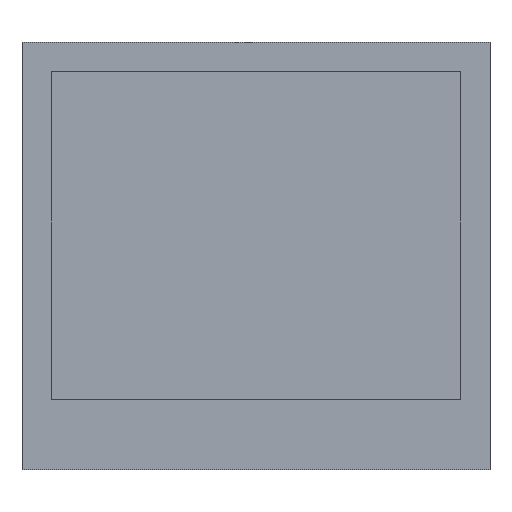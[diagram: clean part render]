
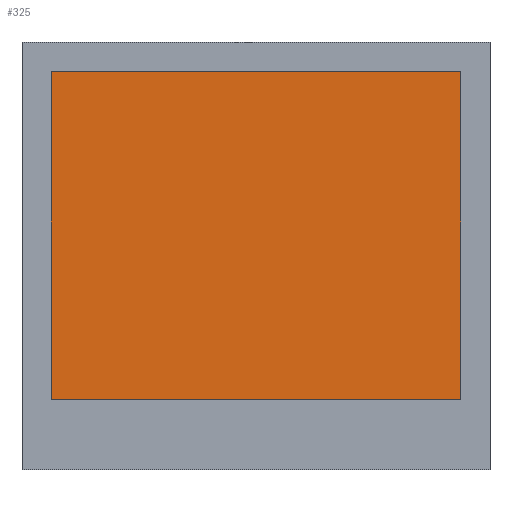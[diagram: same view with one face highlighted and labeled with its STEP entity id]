
A CAD part, front view. The second image highlights one B-rep face of the part: STEP entity #325.
In plain terms, the highlighted planar face has unit normal (0, -1, 0).
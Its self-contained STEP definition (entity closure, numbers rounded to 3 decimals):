
#31=PLANE('',#364);
#46=FACE_OUTER_BOUND('',#66,.T.);
#66=EDGE_LOOP('',(#259,#260,#261,#262));
#90=LINE('',#496,#120);
#94=LINE('',#504,#124);
#99=LINE('',#513,#129);
#100=LINE('',#515,#130);
#120=VECTOR('',#410,10.);
#124=VECTOR('',#416,10.);
#129=VECTOR('',#423,10.);
#130=VECTOR('',#426,10.);
#166=VERTEX_POINT('',#494);
#167=VERTEX_POINT('',#495);
#170=VERTEX_POINT('',#503);
#173=VERTEX_POINT('',#511);
#198=EDGE_CURVE('',#166,#167,#90,.T.);
#202=EDGE_CURVE('',#166,#170,#94,.T.);
#207=EDGE_CURVE('',#167,#173,#99,.T.);
#208=EDGE_CURVE('',#173,#170,#100,.T.);
#259=ORIENTED_EDGE('',*,*,#198,.T.);
#260=ORIENTED_EDGE('',*,*,#207,.T.);
#261=ORIENTED_EDGE('',*,*,#208,.T.);
#262=ORIENTED_EDGE('',*,*,#202,.F.);
#325=ADVANCED_FACE('',(#46),#31,.F.);
#364=AXIS2_PLACEMENT_3D('',#514,#424,#425);
#410=DIRECTION('',(1.,0.,0.));
#416=DIRECTION('',(0.,0.,1.));
#423=DIRECTION('',(0.,0.,1.));
#424=DIRECTION('center_axis',(0.,1.,0.));
#425=DIRECTION('ref_axis',(-1.,0.,0.));
#426=DIRECTION('',(-1.,0.,0.));
#494=CARTESIAN_POINT('',(-181.5,207.5,506.));
#495=CARTESIAN_POINT('',(-146.5,207.5,506.));
#496=CARTESIAN_POINT('',(-155.25,207.5,506.));
#503=CARTESIAN_POINT('',(-181.5,207.5,534.));
#504=CARTESIAN_POINT('',(-181.5,207.5,500.));
#511=CARTESIAN_POINT('',(-146.5,207.5,534.));
#513=CARTESIAN_POINT('',(-146.5,207.5,500.));
#514=CARTESIAN_POINT('Origin',(-146.5,207.5,500.));
#515=CARTESIAN_POINT('',(-164.,207.5,534.));
